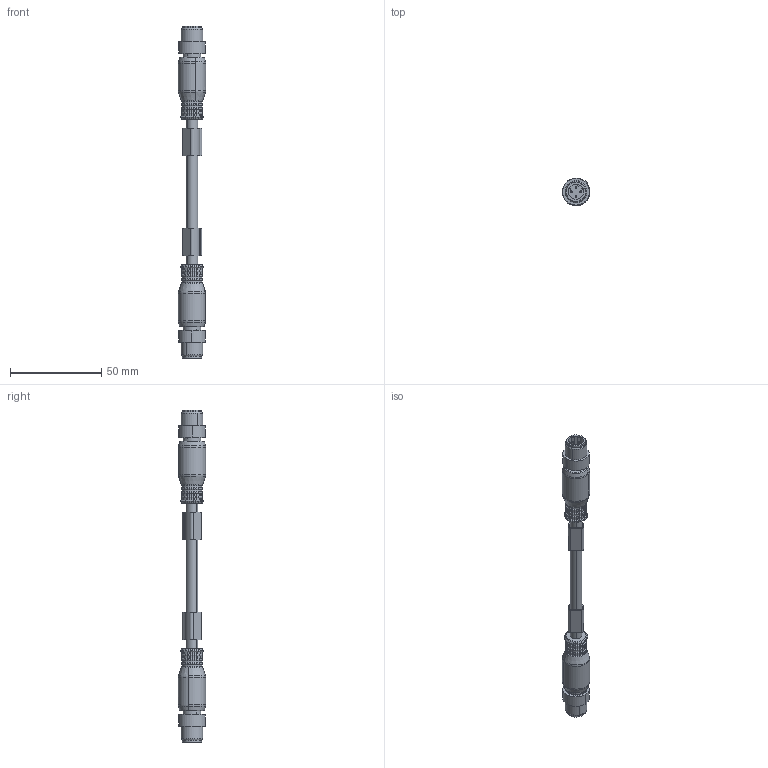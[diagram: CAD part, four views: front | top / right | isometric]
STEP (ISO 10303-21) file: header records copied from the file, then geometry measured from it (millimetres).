
FILE_DESCRIPTION(('CATIA V5 STEP Exchange','CAx-IF Rec.Pracs.--- Model Styling and Organization---1.5--- 2016-08-15','CAx-IF Rec.Pracs.---Supplemental Geometry---1.0---2011-11-01','CAx-IF Rec.Pracs.--- Composite Materials ---1.1---2010-07-15'),'2;1');
FILE_NAME ('1125552-2_0', '2025-11-20T10:08:16+00:00', ('none'), ('Weidmueller'), 'CATIA Version 5-6 Release 2024 SP4', 'CATIA V5 STEP AP214 v3', 'none');
FILE_SCHEMA(('AUTOMOTIVE_DESIGN { 1 0 10303 214 1 1 1 1 }'));
Length unit declared in the file: millimetre
Products named in the file (1): 2672320000
Bounding box: 14.98 x 14.98 x 182 mm (x, y, z)
Volume: 16435.4 mm3; surface area: 11783.7 mm2
Topology: 1 solids, 3 shells, 724 faces, 1932 edges, 1220 vertices
Faces by surface type: cylinder 272, plane 230, torus 126, cone 80, sphere 16
Entity records: 22086 total; most frequent: CARTESIAN_POINT 5626, ORIENTED_EDGE 3832, DIRECTION 2520, EDGE_CURVE 1916, AXIS2_PLACEMENT_3D 1320, VERTEX_POINT 1220, CIRCLE 842, EDGE_LOOP 766
